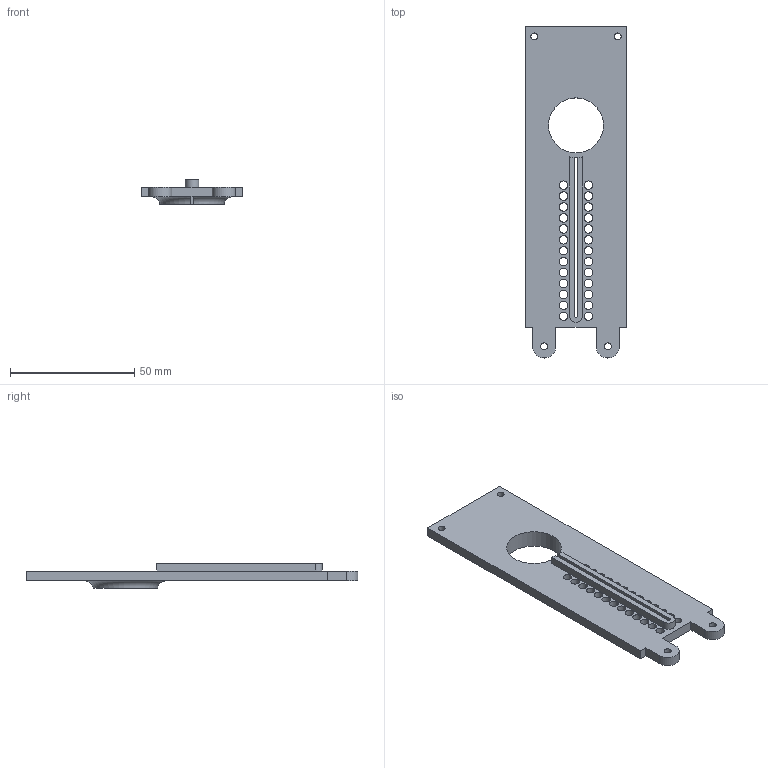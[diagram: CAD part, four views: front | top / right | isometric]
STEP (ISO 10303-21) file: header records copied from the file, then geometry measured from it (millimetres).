
FILE_DESCRIPTION(/* description */ (''),/* implementation_level */ '2;1');
FILE_NAME(/* name */ 'TDL-Wall(Bearing).ipt.stp',/* time_stamp */ '2024-09-05T22:25:57+01:00',/* author */ ('thiba'),/* organization */ (''),/* preprocessor_version */ 'ST-DEVELOPER v20',/* originating_system */ 'Autodesk Inventor 2025',/* authorisation */ '');
FILE_SCHEMA (('AUTOMOTIVE_DESIGN { 1 0 10303 214 3 1 1 }'));
Length unit declared in the file: millimetre
Products named in the file (1): TDL-Wall(Bearing)
Bounding box: 41 x 133.7 x 10 mm (x, y, z)
Volume: 19215.4 mm3; surface area: 13590.9 mm2
Topology: 1 solids, 1 shells, 61 faces, 173 edges, 114 vertices
Faces by surface type: cylinder 40, plane 20, torus 1
Full cylindrical faces by diameter (mm): 2.8 x4, 3.4 x26, 22.1 x1
Entity records: 2202 total; most frequent: DIRECTION 373, CARTESIAN_POINT 373, ORIENTED_EDGE 346, EDGE_CURVE 173, AXIS2_PLACEMENT_3D 142, EDGE_LOOP 125, VERTEX_POINT 114, LINE 89
